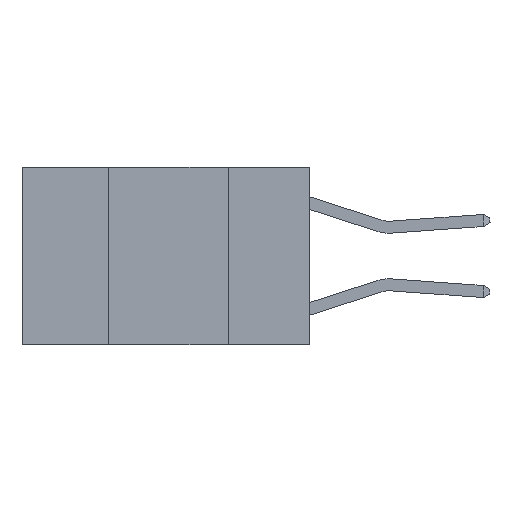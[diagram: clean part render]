
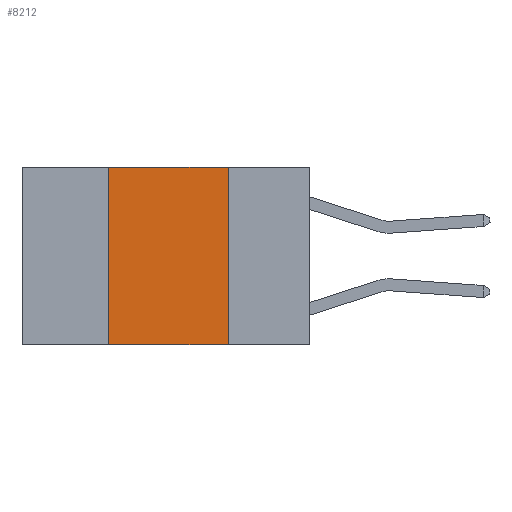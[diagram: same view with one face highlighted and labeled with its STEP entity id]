
A CAD part, left-side view. The second image highlights one B-rep face of the part: STEP entity #8212.
In plain terms, the highlighted planar face has unit normal (-1, 0, 0).
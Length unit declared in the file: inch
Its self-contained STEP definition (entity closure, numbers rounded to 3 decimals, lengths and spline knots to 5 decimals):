
#569 = ORIENTED_EDGE ( 'NONE', *, *, #12170, .F. ) ;
#923 = CARTESIAN_POINT ( 'NONE',  ( 0., 0.6, 0. ) ) ;
#1129 = LINE ( 'NONE', #7683, #13774 ) ;
#1420 = DIRECTION ( 'NONE',  ( 0., -1., 0. ) ) ;
#1507 = VERTEX_POINT ( 'NONE', #15842 ) ;
#2728 = DIRECTION ( 'NONE',  ( 0., -1., 0. ) ) ;
#3025 = VECTOR ( 'NONE', #5651, 39.37008 ) ;
#3179 = CARTESIAN_POINT ( 'NONE',  ( 0., 0.42, 0. ) ) ;
#4317 = CARTESIAN_POINT ( 'NONE',  ( 0., 0.17, 0. ) ) ;
#5651 = DIRECTION ( 'NONE',  ( 0., 0., 1. ) ) ;
#5860 = DIRECTION ( 'NONE',  ( 0., 0., -1. ) ) ;
#5914 = VERTEX_POINT ( 'NONE', #6354 ) ;
#6338 = ORIENTED_EDGE ( 'NONE', *, *, #14875, .T. ) ;
#6354 = CARTESIAN_POINT ( 'NONE',  ( 0., 0.17, 0. ) ) ;
#7189 = ORIENTED_EDGE ( 'NONE', *, *, #11400, .F. ) ;
#7683 = CARTESIAN_POINT ( 'NONE',  ( 0., 0.6, -0.37 ) ) ;
#7741 = VERTEX_POINT ( 'NONE', #15554 ) ;
#8007 = EDGE_LOOP ( 'NONE', ( #7189, #569, #10206, #6338 ) ) ;
#8212 = ADVANCED_FACE ( 'NONE', ( #14585 ), #12262, .F. ) ;
#9054 = VERTEX_POINT ( 'NONE', #14987 ) ;
#9569 = LINE ( 'NONE', #4317, #11707 ) ;
#9612 = EDGE_CURVE ( 'NONE', #9054, #1507, #10163, .T. ) ;
#10163 = LINE ( 'NONE', #3179, #3025 ) ;
#10206 = ORIENTED_EDGE ( 'NONE', *, *, #9612, .F. ) ;
#11400 = EDGE_CURVE ( 'NONE', #5914, #7741, #9569, .T. ) ;
#11707 = VECTOR ( 'NONE', #14485, 39.37008 ) ;
#12170 = EDGE_CURVE ( 'NONE', #1507, #5914, #13280, .T. ) ;
#12262 = PLANE ( 'NONE',  #15097 ) ;
#12876 = CARTESIAN_POINT ( 'NONE',  ( 0., 0.6, 0. ) ) ;
#12891 = VECTOR ( 'NONE', #2728, 39.37008 ) ;
#13280 = LINE ( 'NONE', #12876, #12891 ) ;
#13549 = DIRECTION ( 'NONE',  ( 1., 0., 0. ) ) ;
#13774 = VECTOR ( 'NONE', #1420, 39.37008 ) ;
#14485 = DIRECTION ( 'NONE',  ( 0., 0., -1. ) ) ;
#14585 = FACE_OUTER_BOUND ( 'NONE', #8007, .T. ) ;
#14875 = EDGE_CURVE ( 'NONE', #9054, #7741, #1129, .T. ) ;
#14987 = CARTESIAN_POINT ( 'NONE',  ( 0., 0.42, -0.37 ) ) ;
#15097 = AXIS2_PLACEMENT_3D ( 'NONE', #923, #13549, #5860 ) ;
#15554 = CARTESIAN_POINT ( 'NONE',  ( 0., 0.17, -0.37 ) ) ;
#15842 = CARTESIAN_POINT ( 'NONE',  ( 0., 0.42, 0. ) ) ;
